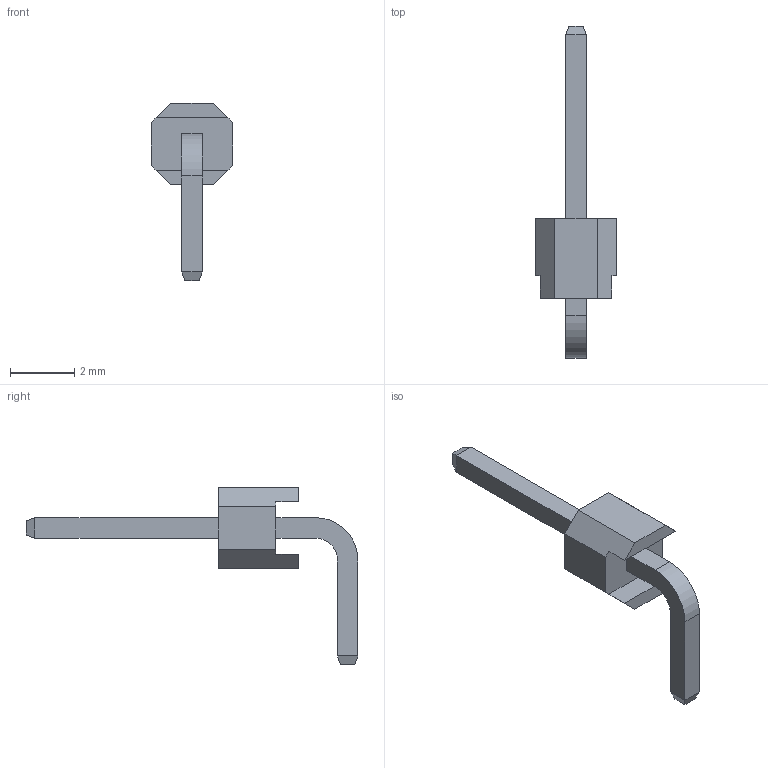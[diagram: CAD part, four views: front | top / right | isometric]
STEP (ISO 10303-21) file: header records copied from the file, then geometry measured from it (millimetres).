
FILE_DESCRIPTION(('STEP AP214'), '1');
FILE_NAME('PLS-RD', '', ('UNSPECIFIED'), ('UNSPECIFIED'), 'ASCON STEP Converter 1.6', 'ASCON Math Kernel', '');
FILE_SCHEMA(('AUTOMOTIVE_DESIGN { 1 0 10303 214 3 1 1}'));
Length unit declared in the file: millimetre
Bounding box: 2.54 x 10.36 x 5.54 mm (x, y, z)
Volume: 16.3 mm3; surface area: 64.4 mm2
Topology: 1 solids, 1 shells, 36 faces, 88 edges, 56 vertices
Faces by surface type: plane 34, cylinder 2
Entity records: 1360 total; most frequent: CARTESIAN_POINT 181, ORIENTED_EDGE 176, DIRECTION 166, EDGE_CURVE 88, LINE 84, VECTOR 84, VERTEX_POINT 56, AXIS2_PLACEMENT_3D 41
